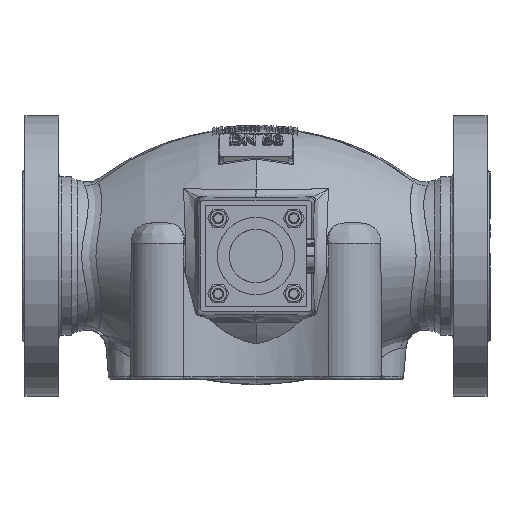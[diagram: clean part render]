
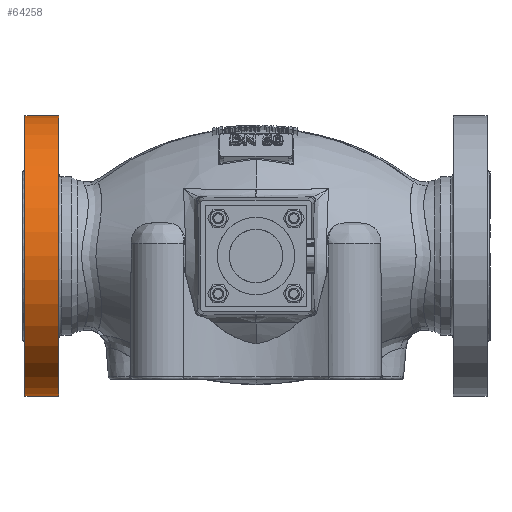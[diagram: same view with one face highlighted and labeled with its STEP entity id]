
A CAD part, front view. The second image highlights one B-rep face of the part: STEP entity #64258.
In plain terms, the highlighted cylindrical face has radius 76 mm (diameter 152 mm), a partial arc.
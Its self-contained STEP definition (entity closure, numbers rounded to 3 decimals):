
#2453 = ORIENTED_EDGE ( 'NONE', *, *, #129054, .T. ) ;
#7653 = EDGE_CURVE ( 'NONE', #86731, #101770, #42294, .T. ) ;
#11363 = AXIS2_PLACEMENT_3D ( 'NONE', #49752, #131699, #60124 ) ;
#19141 = LINE ( 'NONE', #69822, #128785 ) ;
#29137 = DIRECTION ( 'NONE',  ( -1., 0., 0. ) ) ;
#31007 = AXIS2_PLACEMENT_3D ( 'NONE', #90940, #29137, #101337 ) ;
#31483 = LINE ( 'NONE', #122527, #55656 ) ;
#35644 = CARTESIAN_POINT ( 'NONE',  ( -125.4, 0., 0. ) ) ;
#39062 = VERTEX_POINT ( 'NONE', #93535 ) ;
#42294 = CIRCLE ( 'NONE', #114678, 76. ) ;
#43079 = ORIENTED_EDGE ( 'NONE', *, *, #81195, .T. ) ;
#45958 = DIRECTION ( 'NONE',  ( 0., 0., 1. ) ) ;
#46144 = CYLINDRICAL_SURFACE ( 'NONE', #11363, 76. ) ;
#49752 = CARTESIAN_POINT ( 'NONE',  ( -98.5, 0., 0. ) ) ;
#50182 = EDGE_CURVE ( 'NONE', #133802, #86731, #31483, .T. ) ;
#52660 = FACE_OUTER_BOUND ( 'NONE', #62804, .T. ) ;
#55656 = VECTOR ( 'NONE', #85530, 1000. ) ;
#56093 = ORIENTED_EDGE ( 'NONE', *, *, #7653, .T. ) ;
#60124 = DIRECTION ( 'NONE',  ( 0., 0., 1. ) ) ;
#62804 = EDGE_LOOP ( 'NONE', ( #118769, #56093, #2453, #43079 ) ) ;
#64258 = ADVANCED_FACE ( 'NONE', ( #52660 ), #46144, .T. ) ;
#64738 = CARTESIAN_POINT ( 'NONE',  ( -125.4, 0., 76. ) ) ;
#69373 = CARTESIAN_POINT ( 'NONE',  ( -125.4, 0., -76. ) ) ;
#69822 = CARTESIAN_POINT ( 'NONE',  ( -98.5, 0., -76. ) ) ;
#74064 = CIRCLE ( 'NONE', #31007, 76. ) ;
#80210 = DIRECTION ( 'NONE',  ( 1., 0., 0. ) ) ;
#81195 = EDGE_CURVE ( 'NONE', #39062, #133802, #74064, .T. ) ;
#85530 = DIRECTION ( 'NONE',  ( -1., 0., 0. ) ) ;
#86731 = VERTEX_POINT ( 'NONE', #64738 ) ;
#90940 = CARTESIAN_POINT ( 'NONE',  ( -107., 0., 0. ) ) ;
#93535 = CARTESIAN_POINT ( 'NONE',  ( -107., 0., -76. ) ) ;
#97341 = CARTESIAN_POINT ( 'NONE',  ( -107., 0., 76. ) ) ;
#101337 = DIRECTION ( 'NONE',  ( 0., 0., 1. ) ) ;
#101770 = VERTEX_POINT ( 'NONE', #69373 ) ;
#107812 = DIRECTION ( 'NONE',  ( 1., 0., 0. ) ) ;
#114678 = AXIS2_PLACEMENT_3D ( 'NONE', #35644, #107812, #45958 ) ;
#118769 = ORIENTED_EDGE ( 'NONE', *, *, #50182, .T. ) ;
#122527 = CARTESIAN_POINT ( 'NONE',  ( -98.5, 0., 76. ) ) ;
#128785 = VECTOR ( 'NONE', #80210, 1000. ) ;
#129054 = EDGE_CURVE ( 'NONE', #101770, #39062, #19141, .T. ) ;
#131699 = DIRECTION ( 'NONE',  ( -1., 0., 0. ) ) ;
#133802 = VERTEX_POINT ( 'NONE', #97341 ) ;
